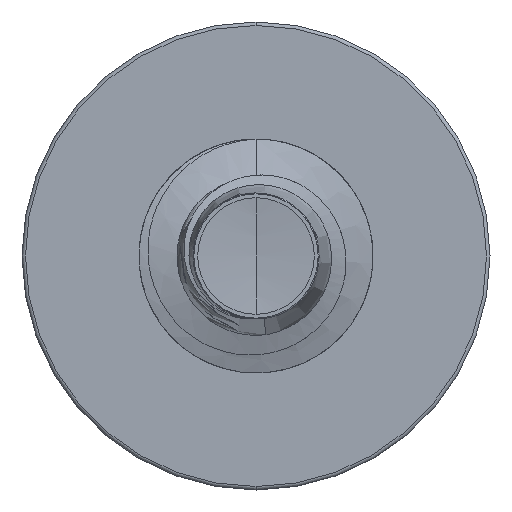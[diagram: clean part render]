
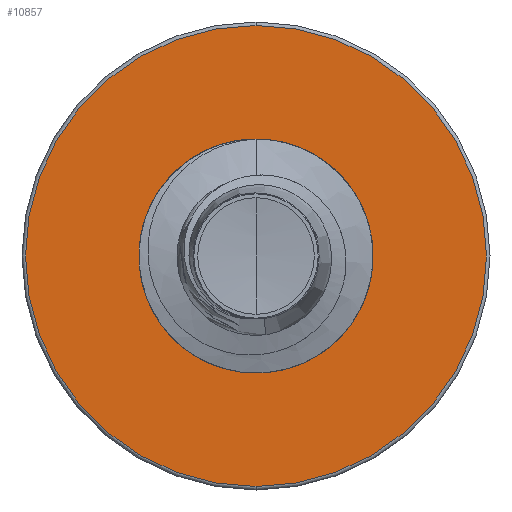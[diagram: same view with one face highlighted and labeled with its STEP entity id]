
A CAD part, front view. The second image highlights one B-rep face of the part: STEP entity #10857.
In plain terms, the highlighted planar face has unit normal (0, -1, 0).
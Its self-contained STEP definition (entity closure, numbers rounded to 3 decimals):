
#369 = DIRECTION ( 'NONE',  ( 0., 0., 1. ) ) ;
#583 = EDGE_LOOP ( 'NONE', ( #23463, #8470 ) ) ;
#2381 = AXIS2_PLACEMENT_3D ( 'NONE', #10625, #24042, #12558 ) ;
#5234 = CARTESIAN_POINT ( 'NONE',  ( 0., 19., 4.925 ) ) ;
#5781 = CIRCLE ( 'NONE', #10754, 4.925 ) ;
#6407 = FACE_BOUND ( 'NONE', #11956, .T. ) ;
#6900 = AXIS2_PLACEMENT_3D ( 'NONE', #22195, #24118, #12629 ) ;
#7763 = CARTESIAN_POINT ( 'NONE',  ( 0., 19., 0. ) ) ;
#8470 = ORIENTED_EDGE ( 'NONE', *, *, #11370, .F. ) ;
#8654 = CARTESIAN_POINT ( 'NONE',  ( 0., 19., 2.165 ) ) ;
#8926 = DIRECTION ( 'NONE',  ( 0., 1., 0. ) ) ;
#9236 = CARTESIAN_POINT ( 'NONE',  ( 0., 19., -4.925 ) ) ;
#9699 = DIRECTION ( 'NONE',  ( 0., 0., 1. ) ) ;
#10103 = CARTESIAN_POINT ( 'NONE',  ( 0., 19., -2.165 ) ) ;
#10314 = FACE_OUTER_BOUND ( 'NONE', #583, .T. ) ;
#10457 = EDGE_CURVE ( 'NONE', #21562, #24260, #20514, .T. ) ;
#10625 = CARTESIAN_POINT ( 'NONE',  ( 0., 19., 0. ) ) ;
#10754 = AXIS2_PLACEMENT_3D ( 'NONE', #20449, #8926, #22363 ) ;
#10857 = ADVANCED_FACE ( 'NONE', ( #10314, #6407 ), #22116, .F. ) ;
#11370 = EDGE_CURVE ( 'NONE', #17632, #20420, #5781, .T. ) ;
#11944 = DIRECTION ( 'NONE',  ( 0., 1., 0. ) ) ;
#11956 = EDGE_LOOP ( 'NONE', ( #22283, #16251 ) ) ;
#12558 = DIRECTION ( 'NONE',  ( 0., 0., 1. ) ) ;
#12629 = DIRECTION ( 'NONE',  ( 0., 0., 1. ) ) ;
#14430 = EDGE_CURVE ( 'NONE', #20420, #17632, #20807, .T. ) ;
#15408 = AXIS2_PLACEMENT_3D ( 'NONE', #7763, #21216, #9699 ) ;
#16251 = ORIENTED_EDGE ( 'NONE', *, *, #10457, .T. ) ;
#17632 = VERTEX_POINT ( 'NONE', #9236 ) ;
#19251 = EDGE_CURVE ( 'NONE', #24260, #21562, #21993, .T. ) ;
#20420 = VERTEX_POINT ( 'NONE', #5234 ) ;
#20449 = CARTESIAN_POINT ( 'NONE',  ( 0., 19., 0. ) ) ;
#20514 = CIRCLE ( 'NONE', #22802, 2.165 ) ;
#20807 = CIRCLE ( 'NONE', #15408, 4.925 ) ;
#21216 = DIRECTION ( 'NONE',  ( 0., 1., 0. ) ) ;
#21562 = VERTEX_POINT ( 'NONE', #10103 ) ;
#21993 = CIRCLE ( 'NONE', #2381, 2.165 ) ;
#22116 = PLANE ( 'NONE',  #6900 ) ;
#22195 = CARTESIAN_POINT ( 'NONE',  ( 0., 19., -2.165 ) ) ;
#22283 = ORIENTED_EDGE ( 'NONE', *, *, #19251, .T. ) ;
#22363 = DIRECTION ( 'NONE',  ( 0., 0., 1. ) ) ;
#22802 = AXIS2_PLACEMENT_3D ( 'NONE', #23419, #11944, #369 ) ;
#23419 = CARTESIAN_POINT ( 'NONE',  ( 0., 19., 0. ) ) ;
#23463 = ORIENTED_EDGE ( 'NONE', *, *, #14430, .F. ) ;
#24042 = DIRECTION ( 'NONE',  ( 0., 1., 0. ) ) ;
#24118 = DIRECTION ( 'NONE',  ( 0., 1., 0. ) ) ;
#24260 = VERTEX_POINT ( 'NONE', #8654 ) ;
